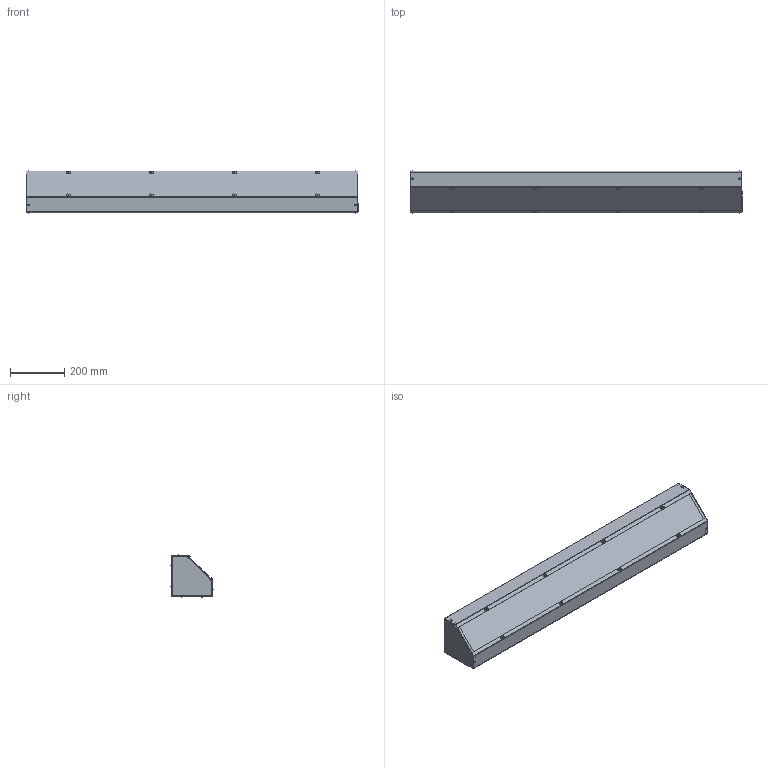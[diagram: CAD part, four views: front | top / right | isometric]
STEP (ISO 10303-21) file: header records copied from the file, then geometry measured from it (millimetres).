
FILE_DESCRIPTION (( 'STEP AP214' ), '1' );
FILE_NAME ('S6648ATNK.STEP', '2021-09-24T12:24:13', ( '' ), ( '' ), 'SwSTEP 2.0', 'SolidWorks 2021', '' );
FILE_SCHEMA (( 'AUTOMOTIVE_DESIGN' ));
Length unit declared in the file: inch
Products named in the file (1): S6648ATNK
Bounding box: 1219.2 x 154.43 x 154.43 mm (x, y, z)
Volume: 1035041.8 mm3; surface area: 1494209.5 mm2
Topology: 24 solids, 24 shells, 970 faces, 2538 edges, 1636 vertices
Faces by surface type: plane 356, cylinder 218, cone 216, bspline 152, torus 28
Full cylindrical faces by diameter (mm): 3.175 x12, 3.277 x12, 4.343 x8, 4.595 x64, 6.655 x12, 7.144 x8, 7.937 x4, 7.938 x4
Entity records: 33039 total; most frequent: CARTESIAN_POINT 13177, DIRECTION 3876, ORIENTED_EDGE 3620, EDGE_CURVE 1810, AXIS2_PLACEMENT_3D 1551, EDGE_LOOP 1470, VERTEX_POINT 1308, FACE_OUTER_BOUND 1206
